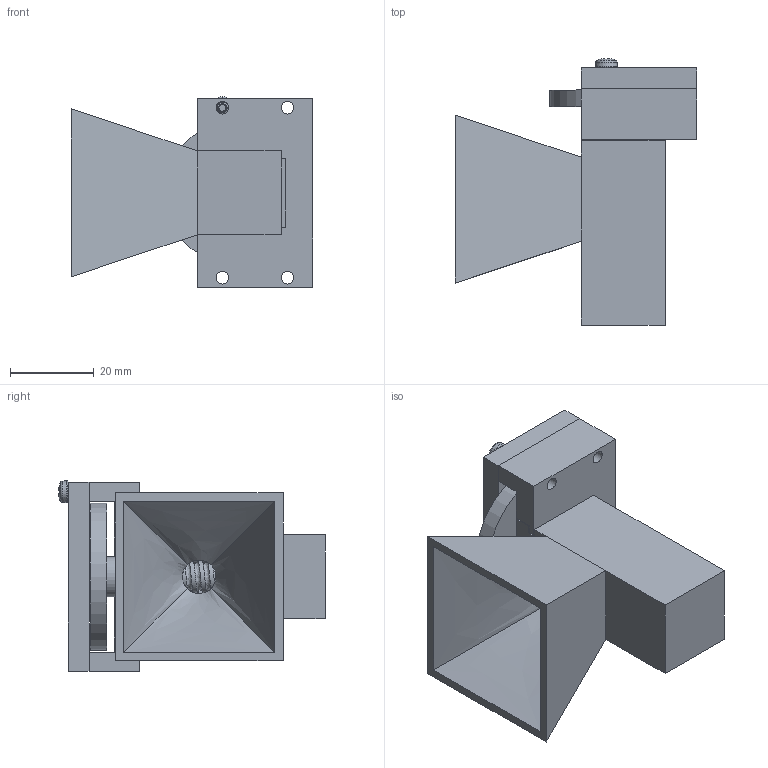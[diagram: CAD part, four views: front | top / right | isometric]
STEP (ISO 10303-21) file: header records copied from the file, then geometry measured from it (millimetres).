
FILE_DESCRIPTION(/* description */ (''),/* implementation_level */ '2;1');
FILE_NAME(/* name */ 'powder dispenser v3 v21.step',/* time_stamp */ '2024-09-17T19:17:07-07:00',/* author */ (''),/* organization */ (''),/* preprocessor_version */ 'ST-DEVELOPER v20',/* originating_system */ 'Autodesk Translation Framework v13.14.0.145',/* authorisation */ '');
FILE_SCHEMA (('AUTOMOTIVE_DESIGN { 1 0 10303 214 3 1 1 }'));
Length unit declared in the file: millimetre
Products named in the file (6): powder dispenser v3; 90380A351_Phillips Rounded Head Thread-Forming Screws; dispenser body; dispenser skrew; motor mount; skrew clip
Assembly tree (5 placements, depth 2):
  powder dispenser v3
    90380A351_Phillips Rounded Head Thread-Forming Screws
    dispenser body
    dispenser skrew
    motor mount
    skrew clip
Bounding box: 57.5 x 63.42 x 45.38 mm (x, y, z)
Volume: 45708.9 mm3; surface area: 24682 mm2
Topology: 5 solids, 5 shells, 181 faces, 473 edges, 311 vertices
Faces by surface type: plane 87, cylinder 65, bspline 19, cone 7, torus 3
Full cylindrical faces by diameter (mm): 1.66 x6, 3 x13, 4 x5, 5 x2, 7.6 x13, 8 x2, 9.6 x1, 10 x1, 12.17 x1, 35 x1
Entity records: 13017 total; most frequent: CARTESIAN_POINT 8510, ORIENTED_EDGE 946, DIRECTION 823, EDGE_CURVE 473, VERTEX_POINT 311, AXIS2_PLACEMENT_3D 291, LINE 241, VECTOR 241
